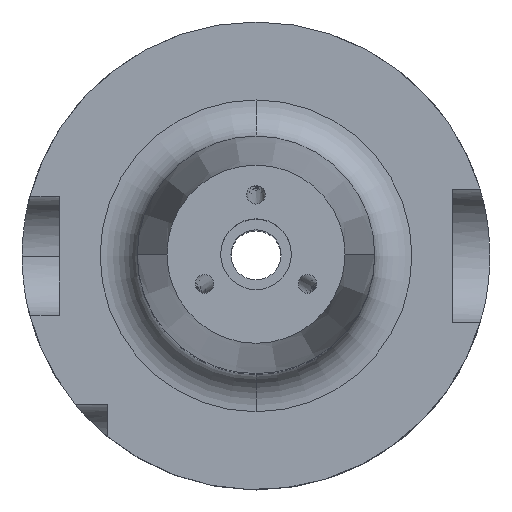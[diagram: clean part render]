
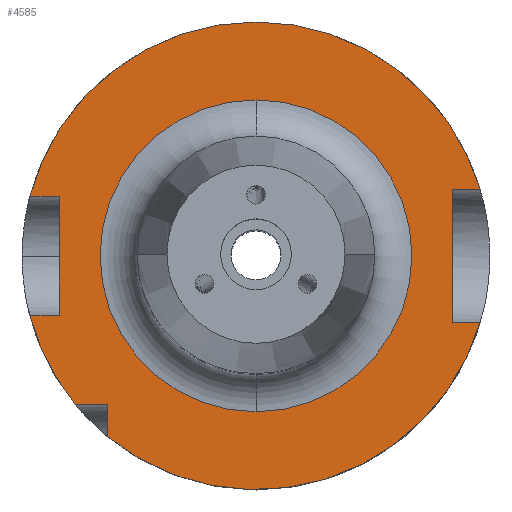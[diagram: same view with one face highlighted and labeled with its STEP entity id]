
A CAD part, top view. The second image highlights one B-rep face of the part: STEP entity #4585.
In plain terms, the highlighted planar face has unit normal (0, 0, 1).
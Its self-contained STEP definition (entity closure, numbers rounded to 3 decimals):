
#36 = CARTESIAN_POINT ( 'NONE',  ( -30.467, 8., 26. ) ) ;
#46 = ORIENTED_EDGE ( 'NONE', *, *, #2215, .T. ) ;
#110 = CARTESIAN_POINT ( 'NONE',  ( 0., 0., 26. ) ) ;
#128 = EDGE_LOOP ( 'NONE', ( #46, #2135 ) ) ;
#216 = VERTEX_POINT ( 'NONE', #1831 ) ;
#285 = VERTEX_POINT ( 'NONE', #4138 ) ;
#294 = VERTEX_POINT ( 'NONE', #3745 ) ;
#304 = DIRECTION ( 'NONE',  ( -1., 0., 0. ) ) ;
#373 = CIRCLE ( 'NONE', #2600, 31.5 ) ;
#396 = VECTOR ( 'NONE', #3067, 1000. ) ;
#441 = ORIENTED_EDGE ( 'NONE', *, *, #2380, .F. ) ;
#454 = CARTESIAN_POINT ( 'NONE',  ( 26.5, 0., 26. ) ) ;
#489 = DIRECTION ( 'NONE',  ( 0., 1., 0. ) ) ;
#517 = VECTOR ( 'NONE', #2459, 1000. ) ;
#526 = LINE ( 'NONE', #3336, #1035 ) ;
#529 = CIRCLE ( 'NONE', #965, 31.5 ) ;
#540 = ORIENTED_EDGE ( 'NONE', *, *, #2407, .F. ) ;
#548 = DIRECTION ( 'NONE',  ( 0., 0., -1. ) ) ;
#642 = CIRCLE ( 'NONE', #4817, 21. ) ;
#644 = CARTESIAN_POINT ( 'NONE',  ( 0., 0., 26. ) ) ;
#693 = ORIENTED_EDGE ( 'NONE', *, *, #2504, .F. ) ;
#718 = CARTESIAN_POINT ( 'NONE',  ( 0., 0., 26. ) ) ;
#744 = VECTOR ( 'NONE', #2375, 1000. ) ;
#758 = CARTESIAN_POINT ( 'NONE',  ( 26.5, -9., 26. ) ) ;
#779 = DIRECTION ( 'NONE',  ( 0., 0., 1. ) ) ;
#814 = FACE_BOUND ( 'NONE', #128, .T. ) ;
#871 = LINE ( 'NONE', #2426, #3631 ) ;
#965 = AXIS2_PLACEMENT_3D ( 'NONE', #644, #3264, #1008 ) ;
#970 = VERTEX_POINT ( 'NONE', #3226 ) ;
#971 = EDGE_CURVE ( 'NONE', #4389, #3236, #373, .T. ) ;
#1008 = DIRECTION ( 'NONE',  ( 0., 1., 0. ) ) ;
#1035 = VECTOR ( 'NONE', #1069, 1000. ) ;
#1069 = DIRECTION ( 'NONE',  ( -1., 0., 0. ) ) ;
#1085 = DIRECTION ( 'NONE',  ( 0., 1., 0. ) ) ;
#1150 = ORIENTED_EDGE ( 'NONE', *, *, #2516, .F. ) ;
#1308 = ORIENTED_EDGE ( 'NONE', *, *, #2437, .T. ) ;
#1327 = VERTEX_POINT ( 'NONE', #36 ) ;
#1383 = VECTOR ( 'NONE', #2034, 1000. ) ;
#1397 = CARTESIAN_POINT ( 'NONE',  ( -20., -20., 26. ) ) ;
#1417 = VERTEX_POINT ( 'NONE', #4667 ) ;
#1471 = VERTEX_POINT ( 'NONE', #3184 ) ;
#1574 = DIRECTION ( 'NONE',  ( 0., 0., -1. ) ) ;
#1581 = DIRECTION ( 'NONE',  ( 0., 1., 0. ) ) ;
#1647 = DIRECTION ( 'NONE',  ( 0., 1., 0. ) ) ;
#1660 = CARTESIAN_POINT ( 'NONE',  ( 0., 8., 26. ) ) ;
#1709 = AXIS2_PLACEMENT_3D ( 'NONE', #718, #3347, #1085 ) ;
#1716 = VERTEX_POINT ( 'NONE', #4408 ) ;
#1725 = VERTEX_POINT ( 'NONE', #1397 ) ;
#1831 = CARTESIAN_POINT ( 'NONE',  ( 26.5, 9., 26. ) ) ;
#1846 = LINE ( 'NONE', #4628, #744 ) ;
#1936 = EDGE_CURVE ( 'NONE', #4699, #216, #3278, .T. ) ;
#2018 = CARTESIAN_POINT ( 'NONE',  ( 0., 0., 26. ) ) ;
#2034 = DIRECTION ( 'NONE',  ( -1., 0., 0. ) ) ;
#2035 = EDGE_CURVE ( 'NONE', #4389, #4699, #526, .T. ) ;
#2045 = DIRECTION ( 'NONE',  ( 1., 0., 0. ) ) ;
#2098 = CARTESIAN_POINT ( 'NONE',  ( 0., 0., 26. ) ) ;
#2135 = ORIENTED_EDGE ( 'NONE', *, *, #4285, .T. ) ;
#2197 = LINE ( 'NONE', #2344, #2968 ) ;
#2215 = EDGE_CURVE ( 'NONE', #1471, #3632, #3585, .T. ) ;
#2325 = AXIS2_PLACEMENT_3D ( 'NONE', #3818, #1574, #4201 ) ;
#2336 = ORIENTED_EDGE ( 'NONE', *, *, #4353, .F. ) ;
#2344 = CARTESIAN_POINT ( 'NONE',  ( -20., 0., 26. ) ) ;
#2375 = DIRECTION ( 'NONE',  ( 1., 0., 0. ) ) ;
#2380 = EDGE_CURVE ( 'NONE', #3236, #1725, #2197, .T. ) ;
#2407 = EDGE_CURVE ( 'NONE', #970, #1417, #1846, .T. ) ;
#2426 = CARTESIAN_POINT ( 'NONE',  ( 0., 9., 26. ) ) ;
#2437 = EDGE_CURVE ( 'NONE', #216, #285, #871, .T. ) ;
#2459 = DIRECTION ( 'NONE',  ( 0., 1., 0. ) ) ;
#2486 = DIRECTION ( 'NONE',  ( 0., -1., 0. ) ) ;
#2503 = AXIS2_PLACEMENT_3D ( 'NONE', #110, #2738, #489 ) ;
#2504 = EDGE_CURVE ( 'NONE', #1417, #1716, #4499, .T. ) ;
#2505 = LINE ( 'NONE', #1660, #1383 ) ;
#2516 = EDGE_CURVE ( 'NONE', #3362, #970, #4738, .T. ) ;
#2546 = ORIENTED_EDGE ( 'NONE', *, *, #1936, .T. ) ;
#2559 = CARTESIAN_POINT ( 'NONE',  ( 0., -20., 26. ) ) ;
#2595 = EDGE_CURVE ( 'NONE', #1716, #1327, #2505, .T. ) ;
#2600 = AXIS2_PLACEMENT_3D ( 'NONE', #2018, #548, #1647 ) ;
#2738 = DIRECTION ( 'NONE',  ( 0., 0., -1. ) ) ;
#2824 = FACE_OUTER_BOUND ( 'NONE', #4271, .T. ) ;
#2884 = CARTESIAN_POINT ( 'NONE',  ( 30.187, -9., 26. ) ) ;
#2921 = ORIENTED_EDGE ( 'NONE', *, *, #2595, .F. ) ;
#2968 = VECTOR ( 'NONE', #1581, 1000. ) ;
#3067 = DIRECTION ( 'NONE',  ( 0., 1., 0. ) ) ;
#3184 = CARTESIAN_POINT ( 'NONE',  ( 0., -21., 26. ) ) ;
#3226 = CARTESIAN_POINT ( 'NONE',  ( -30.467, -8., 26. ) ) ;
#3236 = VERTEX_POINT ( 'NONE', #3943 ) ;
#3264 = DIRECTION ( 'NONE',  ( 0., 0., -1. ) ) ;
#3274 = CARTESIAN_POINT ( 'NONE',  ( -24.336, -20., 26. ) ) ;
#3278 = LINE ( 'NONE', #454, #396 ) ;
#3336 = CARTESIAN_POINT ( 'NONE',  ( 0., -9., 26. ) ) ;
#3347 = DIRECTION ( 'NONE',  ( 0., 0., -1. ) ) ;
#3362 = VERTEX_POINT ( 'NONE', #3274 ) ;
#3399 = PLANE ( 'NONE',  #4552 ) ;
#3418 = DIRECTION ( 'NONE',  ( 0., -1., 0. ) ) ;
#3438 = EDGE_CURVE ( 'NONE', #1725, #3362, #4321, .T. ) ;
#3578 = VECTOR ( 'NONE', #304, 1000. ) ;
#3585 = CIRCLE ( 'NONE', #2325, 21. ) ;
#3631 = VECTOR ( 'NONE', #2045, 1000. ) ;
#3632 = VERTEX_POINT ( 'NONE', #4520 ) ;
#3745 = CARTESIAN_POINT ( 'NONE',  ( 0., 31.5, 26. ) ) ;
#3818 = CARTESIAN_POINT ( 'NONE',  ( 0., 0., 26. ) ) ;
#3943 = CARTESIAN_POINT ( 'NONE',  ( -20., -24.336, 26. ) ) ;
#4037 = CIRCLE ( 'NONE', #1709, 31.5 ) ;
#4068 = ORIENTED_EDGE ( 'NONE', *, *, #971, .F. ) ;
#4119 = ORIENTED_EDGE ( 'NONE', *, *, #3438, .F. ) ;
#4138 = CARTESIAN_POINT ( 'NONE',  ( 30.187, 9., 26. ) ) ;
#4144 = CARTESIAN_POINT ( 'NONE',  ( 0., 0., 26. ) ) ;
#4164 = ORIENTED_EDGE ( 'NONE', *, *, #4487, .F. ) ;
#4201 = DIRECTION ( 'NONE',  ( 0., -1., 0. ) ) ;
#4236 = ORIENTED_EDGE ( 'NONE', *, *, #2035, .T. ) ;
#4271 = EDGE_LOOP ( 'NONE', ( #4119, #441, #4068, #4236, #2546, #1308, #4164, #2336, #2921, #693, #540, #1150 ) ) ;
#4285 = EDGE_CURVE ( 'NONE', #3632, #1471, #642, .T. ) ;
#4321 = LINE ( 'NONE', #2559, #3578 ) ;
#4339 = CARTESIAN_POINT ( 'NONE',  ( -26.5, 0., 26. ) ) ;
#4353 = EDGE_CURVE ( 'NONE', #1327, #294, #529, .T. ) ;
#4389 = VERTEX_POINT ( 'NONE', #2884 ) ;
#4408 = CARTESIAN_POINT ( 'NONE',  ( -26.5, 8., 26. ) ) ;
#4487 = EDGE_CURVE ( 'NONE', #294, #285, #4037, .T. ) ;
#4499 = LINE ( 'NONE', #4339, #517 ) ;
#4520 = CARTESIAN_POINT ( 'NONE',  ( 0., 21., 26. ) ) ;
#4552 = AXIS2_PLACEMENT_3D ( 'NONE', #4144, #779, #3418 ) ;
#4585 = ADVANCED_FACE ( 'NONE', ( #814, #2824 ), #3399, .T. ) ;
#4628 = CARTESIAN_POINT ( 'NONE',  ( 0., -8., 26. ) ) ;
#4667 = CARTESIAN_POINT ( 'NONE',  ( -26.5, -8., 26. ) ) ;
#4699 = VERTEX_POINT ( 'NONE', #758 ) ;
#4738 = CIRCLE ( 'NONE', #2503, 31.5 ) ;
#4740 = DIRECTION ( 'NONE',  ( 0., 0., -1. ) ) ;
#4817 = AXIS2_PLACEMENT_3D ( 'NONE', #2098, #4740, #2486 ) ;
